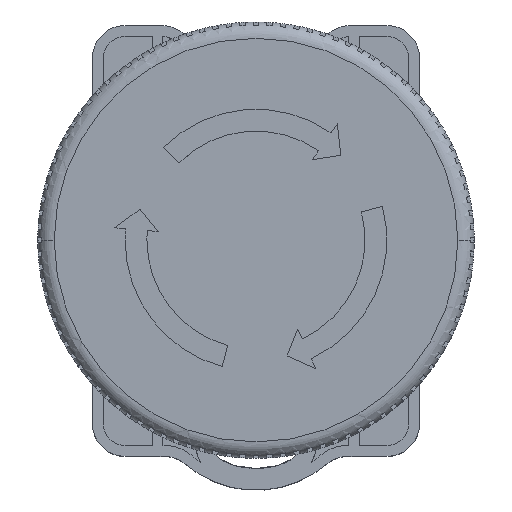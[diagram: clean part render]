
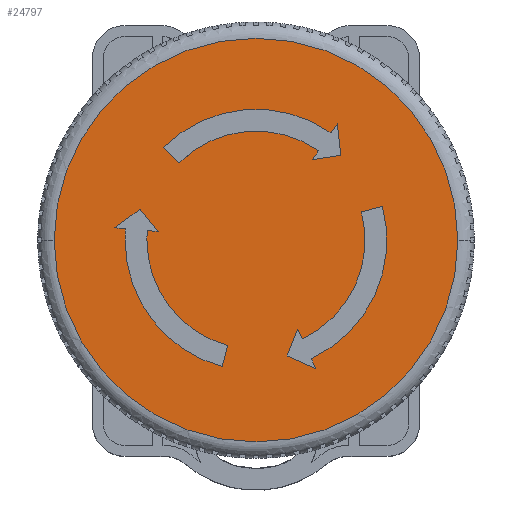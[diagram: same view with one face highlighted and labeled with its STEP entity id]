
A CAD part, top view. The second image highlights one B-rep face of the part: STEP entity #24797.
In plain terms, the highlighted planar face has unit normal (0, 0, 1).
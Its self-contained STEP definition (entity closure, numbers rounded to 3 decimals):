
#5638=CARTESIAN_POINT('',(0.,0.,44.501));
#5639=DIRECTION('',(0.,0.,1.));
#5640=DIRECTION('',(1.,0.,0.));
#5641=AXIS2_PLACEMENT_3D('',#5638,#5639,#5640);
#5643=CARTESIAN_POINT('',(0.,0.,44.501));
#5644=DIRECTION('',(0.,0.,1.));
#5645=DIRECTION('',(-1.,0.,0.));
#5646=AXIS2_PLACEMENT_3D('',#5643,#5644,#5645);
#5648=DIRECTION('',(0.361,0.932,0.));
#5649=VECTOR('',#5648,2.647);
#5650=CARTESIAN_POINT('',(2.847,-10.625,44.501));
#5651=LINE('',#5650,#5649);
#5652=DIRECTION('',(-0.916,0.4,0.));
#5653=VECTOR('',#5652,2.889);
#5654=CARTESIAN_POINT('',(5.494,-11.782,44.501));
#5655=LINE('',#5654,#5653);
#5656=DIRECTION('',(0.423,-0.906,0.));
#5657=VECTOR('',#5656,1.);
#5658=CARTESIAN_POINT('',(5.071,-10.876,44.501));
#5659=LINE('',#5658,#5657);
#5660=DIRECTION('',(0.966,0.259,0.));
#5661=VECTOR('',#5660,2.);
#5662=CARTESIAN_POINT('',(9.659,2.588,44.501));
#5663=LINE('',#5662,#5661);
#5664=DIRECTION('',(0.423,-0.906,0.));
#5665=VECTOR('',#5664,1.);
#5666=CARTESIAN_POINT('',(3.804,-8.157,44.501));
#5667=LINE('',#5666,#5665);
#5668=DIRECTION('',(0.627,-0.779,0.));
#5669=VECTOR('',#5668,2.647);
#5670=CARTESIAN_POINT('',(-10.625,2.847,44.501));
#5671=LINE('',#5670,#5669);
#5672=DIRECTION('',(0.805,0.593,0.));
#5673=VECTOR('',#5672,2.889);
#5674=CARTESIAN_POINT('',(-12.951,1.133,44.501));
#5675=LINE('',#5674,#5673);
#5676=DIRECTION('',(-0.996,0.087,0.));
#5677=VECTOR('',#5676,1.);
#5678=CARTESIAN_POINT('',(-11.954,1.046,44.501));
#5679=LINE('',#5678,#5677);
#5680=CARTESIAN_POINT('',(0.,0.,44.501));
#5681=DIRECTION('',(0.,0.,-1.));
#5682=DIRECTION('',(-1.,0.,0.));
#5683=AXIS2_PLACEMENT_3D('',#5680,#5681,#5682);
#5685=CARTESIAN_POINT('',(0.,0.,44.501));
#5686=DIRECTION('',(0.,0.,-1.));
#5687=DIRECTION('',(-0.259,-0.966,0.));
#5688=AXIS2_PLACEMENT_3D('',#5685,#5686,#5687);
#5690=DIRECTION('',(-0.259,-0.966,0.));
#5691=VECTOR('',#5690,2.);
#5692=CARTESIAN_POINT('',(-2.588,-9.659,44.501));
#5693=LINE('',#5692,#5691);
#5694=CARTESIAN_POINT('',(0.,0.,44.501));
#5695=DIRECTION('',(0.,0.,1.));
#5696=DIRECTION('',(-1.,0.,0.));
#5697=AXIS2_PLACEMENT_3D('',#5694,#5695,#5696);
#5699=CARTESIAN_POINT('',(0.,0.,44.501));
#5700=DIRECTION('',(0.,0.,1.));
#5701=DIRECTION('',(-0.996,0.087,0.));
#5702=AXIS2_PLACEMENT_3D('',#5699,#5700,#5701);
#5704=DIRECTION('',(-0.996,0.087,0.));
#5705=VECTOR('',#5704,1.);
#5706=CARTESIAN_POINT('',(-8.966,0.784,44.501));
#5707=LINE('',#5706,#5705);
#5708=DIRECTION('',(-0.988,-0.153,0.));
#5709=VECTOR('',#5708,2.647);
#5710=CARTESIAN_POINT('',(7.778,7.778,44.501));
#5711=LINE('',#5710,#5709);
#5712=DIRECTION('',(0.111,-0.994,0.));
#5713=VECTOR('',#5712,2.889);
#5714=CARTESIAN_POINT('',(7.456,10.649,44.501));
#5715=LINE('',#5714,#5713);
#5716=DIRECTION('',(0.574,0.819,0.));
#5717=VECTOR('',#5716,1.);
#5718=CARTESIAN_POINT('',(6.883,9.83,44.501));
#5719=LINE('',#5718,#5717);
#5720=CARTESIAN_POINT('',(0.,0.,44.501));
#5721=DIRECTION('',(0.,0.,-1.));
#5722=DIRECTION('',(-0.707,0.707,0.));
#5723=AXIS2_PLACEMENT_3D('',#5720,#5721,#5722);
#5725=DIRECTION('',(-0.707,0.707,0.));
#5726=VECTOR('',#5725,2.);
#5727=CARTESIAN_POINT('',(-7.071,7.071,44.501));
#5728=LINE('',#5727,#5726);
#5729=CARTESIAN_POINT('',(0.,0.,44.501));
#5730=DIRECTION('',(0.,0.,1.));
#5731=DIRECTION('',(0.574,0.819,0.));
#5732=AXIS2_PLACEMENT_3D('',#5729,#5730,#5731);
#5734=DIRECTION('',(0.574,0.819,0.));
#5735=VECTOR('',#5734,1.);
#5736=CARTESIAN_POINT('',(5.162,7.372,44.501));
#5737=LINE('',#5736,#5735);
#5755=CARTESIAN_POINT('',(0.,0.,44.501));
#5756=DIRECTION('',(0.,0.,-1.));
#5757=DIRECTION('',(0.966,0.259,0.));
#5758=AXIS2_PLACEMENT_3D('',#5755,#5756,#5757);
#5797=CARTESIAN_POINT('',(0.,0.,44.501));
#5798=DIRECTION('',(0.,0.,1.));
#5799=DIRECTION('',(0.423,-0.906,0.));
#5800=AXIS2_PLACEMENT_3D('',#5797,#5798,#5799);
#14828=CARTESIAN_POINT('',(3.804,-8.157,44.501));
#14829=CARTESIAN_POINT('',(4.226,-9.063,44.501));
#14830=VERTEX_POINT('',#14828);
#14831=VERTEX_POINT('',#14829);
#14890=CARTESIAN_POINT('',(2.847,-10.625,44.501));
#14891=VERTEX_POINT('',#14890);
#15042=CARTESIAN_POINT('',(7.456,10.649,44.501));
#15044=VERTEX_POINT('',#15042);
#15054=CARTESIAN_POINT('',(5.162,7.372,44.501));
#15056=VERTEX_POINT('',#15054);
#15241=CARTESIAN_POINT('',(5.071,-10.876,44.501));
#15242=CARTESIAN_POINT('',(5.494,-11.782,44.501));
#15243=VERTEX_POINT('',#15241);
#15244=VERTEX_POINT('',#15242);
#15294=CARTESIAN_POINT('',(-8.485,8.485,44.501));
#15296=VERTEX_POINT('',#15294);
#15666=CARTESIAN_POINT('',(-8.966,0.784,44.501));
#15668=VERTEX_POINT('',#15666);
#15687=CARTESIAN_POINT('',(5.736,8.192,44.501));
#15689=VERTEX_POINT('',#15687);
#15875=CARTESIAN_POINT('',(18.5,0.,
44.501));
#15876=VERTEX_POINT('',#15875);
#15910=CARTESIAN_POINT('',(9.659,2.588,44.501));
#15911=CARTESIAN_POINT('',(11.591,3.106,44.501));
#15912=VERTEX_POINT('',#15910);
#15913=VERTEX_POINT('',#15911);
#16005=CARTESIAN_POINT('',(7.778,7.778,44.501));
#16006=VERTEX_POINT('',#16005);
#16067=CARTESIAN_POINT('',(-3.106,-11.591,44.501));
#16068=CARTESIAN_POINT('',(-12.,0.,44.501));
#16069=VERTEX_POINT('',#16067);
#16070=VERTEX_POINT('',#16068);
#16071=CARTESIAN_POINT('',(-11.954,1.046,44.501));
#16072=VERTEX_POINT('',#16071);
#16112=CARTESIAN_POINT('',(-9.962,0.872,44.501));
#16113=VERTEX_POINT('',#16112);
#16207=CARTESIAN_POINT('',(-10.,0.,44.501));
#16208=VERTEX_POINT('',#16207);
#16209=CARTESIAN_POINT('',(-2.588,-9.659,44.501));
#16210=VERTEX_POINT('',#16209);
#16270=CARTESIAN_POINT('',(-12.951,1.133,44.501));
#16271=CARTESIAN_POINT('',(-10.625,2.847,44.501));
#16272=VERTEX_POINT('',#16270);
#16273=VERTEX_POINT('',#16271);
#16351=CARTESIAN_POINT('',(-7.071,7.071,44.501));
#16353=VERTEX_POINT('',#16351);
#16380=CARTESIAN_POINT('',(-18.5,0.,44.501));
#16381=VERTEX_POINT('',#16380);
#16438=CARTESIAN_POINT('',(6.883,9.83,44.501));
#16439=VERTEX_POINT('',#16438);
#24736=CARTESIAN_POINT('',(0.,0.,44.501));
#24737=DIRECTION('',(0.,0.,1.));
#24738=DIRECTION('',(1.,0.,0.));
#24739=AXIS2_PLACEMENT_3D('',#24736,#24737,#24738);
#24740=PLANE('',#24739);
#24741=ORIENTED_EDGE('',*,*,#24317,.F.);
#24742=ORIENTED_EDGE('',*,*,#24327,.F.);
#24743=EDGE_LOOP('',(#24741,#24742));
#24744=FACE_OUTER_BOUND('',#24743,.F.);
#24746=ORIENTED_EDGE('',*,*,#24745,.F.);
#24748=ORIENTED_EDGE('',*,*,#24747,.F.);
#24750=ORIENTED_EDGE('',*,*,#24749,.F.);
#24752=ORIENTED_EDGE('',*,*,#24751,.F.);
#24754=ORIENTED_EDGE('',*,*,#24753,.F.);
#24756=ORIENTED_EDGE('',*,*,#24755,.F.);
#24758=ORIENTED_EDGE('',*,*,#24757,.F.);
#24759=EDGE_LOOP('',(#24746,#24748,#24750,#24752,#24754,#24756,#24758));
#24760=FACE_BOUND('',#24759,.F.);
#24762=ORIENTED_EDGE('',*,*,#24761,.F.);
#24764=ORIENTED_EDGE('',*,*,#24763,.F.);
#24766=ORIENTED_EDGE('',*,*,#24765,.F.);
#24768=ORIENTED_EDGE('',*,*,#24767,.F.);
#24770=ORIENTED_EDGE('',*,*,#24769,.F.);
#24772=ORIENTED_EDGE('',*,*,#24771,.F.);
#24774=ORIENTED_EDGE('',*,*,#24773,.F.);
#24776=ORIENTED_EDGE('',*,*,#24775,.F.);
#24778=ORIENTED_EDGE('',*,*,#24777,.F.);
#24779=EDGE_LOOP('',(#24762,#24764,#24766,#24768,#24770,#24772,#24774,#24776,
#24778));
#24780=FACE_BOUND('',#24779,.F.);
#24782=ORIENTED_EDGE('',*,*,#24781,.F.);
#24784=ORIENTED_EDGE('',*,*,#24783,.F.);
#24786=ORIENTED_EDGE('',*,*,#24785,.F.);
#24788=ORIENTED_EDGE('',*,*,#24787,.F.);
#24790=ORIENTED_EDGE('',*,*,#24789,.F.);
#24792=ORIENTED_EDGE('',*,*,#24791,.F.);
#24794=ORIENTED_EDGE('',*,*,#24793,.F.);
#24795=EDGE_LOOP('',(#24782,#24784,#24786,#24788,#24790,#24792,#24794));
#24796=FACE_BOUND('',#24795,.F.);
#24797=ADVANCED_FACE('',(#24744,#24760,#24780,#24796),#24740,.T.);
#5642=CIRCLE('',#5641,18.5);
#5647=CIRCLE('',#5646,18.5);
#5684=CIRCLE('',#5683,12.);
#5689=CIRCLE('',#5688,12.);
#5698=CIRCLE('',#5697,10.);
#5703=CIRCLE('',#5702,10.);
#5724=CIRCLE('',#5723,12.);
#5733=CIRCLE('',#5732,10.);
#5759=CIRCLE('',#5758,12.);
#5801=CIRCLE('',#5800,10.);
#24317=EDGE_CURVE('',#15876,#16381,#5642,.T.);
#24327=EDGE_CURVE('',#16381,#15876,#5647,.T.);
#24745=EDGE_CURVE('',#14891,#14830,#5651,.T.);
#24747=EDGE_CURVE('',#15244,#14891,#5655,.T.);
#24749=EDGE_CURVE('',#15243,#15244,#5659,.T.);
#24751=EDGE_CURVE('',#15913,#15243,#5759,.T.);
#24753=EDGE_CURVE('',#15912,#15913,#5663,.T.);
#24755=EDGE_CURVE('',#14831,#15912,#5801,.T.);
#24757=EDGE_CURVE('',#14830,#14831,#5667,.T.);
#24761=EDGE_CURVE('',#16273,#15668,#5671,.T.);
#24763=EDGE_CURVE('',#16272,#16273,#5675,.T.);
#24765=EDGE_CURVE('',#16072,#16272,#5679,.T.);
#24767=EDGE_CURVE('',#16070,#16072,#5684,.T.);
#24769=EDGE_CURVE('',#16069,#16070,#5689,.T.);
#24771=EDGE_CURVE('',#16210,#16069,#5693,.T.);
#24773=EDGE_CURVE('',#16208,#16210,#5698,.T.);
#24775=EDGE_CURVE('',#16113,#16208,#5703,.T.);
#24777=EDGE_CURVE('',#15668,#16113,#5707,.T.);
#24781=EDGE_CURVE('',#16006,#15056,#5711,.T.);
#24783=EDGE_CURVE('',#15044,#16006,#5715,.T.);
#24785=EDGE_CURVE('',#16439,#15044,#5719,.T.);
#24787=EDGE_CURVE('',#15296,#16439,#5724,.T.);
#24789=EDGE_CURVE('',#16353,#15296,#5728,.T.);
#24791=EDGE_CURVE('',#15689,#16353,#5733,.T.);
#24793=EDGE_CURVE('',#15056,#15689,#5737,.T.);
